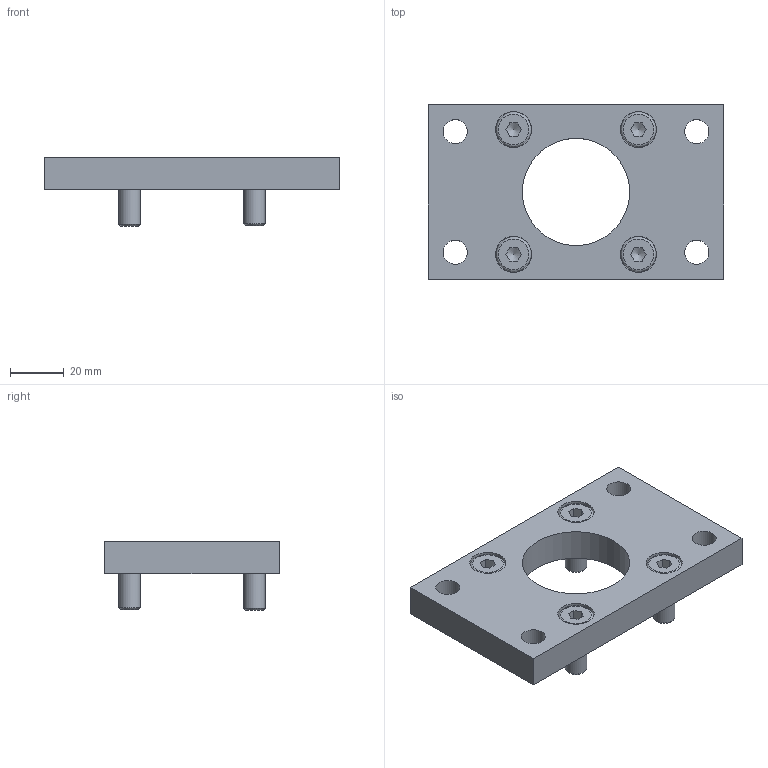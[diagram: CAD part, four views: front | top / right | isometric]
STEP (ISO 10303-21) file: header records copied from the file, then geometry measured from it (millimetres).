
FILE_DESCRIPTION(/* description */ (''),/* implementation_level */ '2;1');
FILE_NAME(/* name */ 'CAD_5489.stp',/* time_stamp */ '2016-06-02T13:44:25+02:00',/* author */ ('Hypex'),/* organization */ ('Hypex'),/* preprocessor_version */ 'ST-DEVELOPER v16.1',/* originating_system */ 'Autodesk Inventor 2016',/* authorisation */ '');
FILE_SCHEMA (('AUTOMOTIVE_DESIGN { 1 0 10303 214 3 1 1 }'));
Length unit declared in the file: millimetre
Products named in the file (1): CAD_5489
Bounding box: 110 x 65 x 25.5 mm (x, y, z)
Volume: 69283.2 mm3; surface area: 23430.7 mm2
Topology: 4 solids, 4 shells, 83 faces, 183 edges, 118 vertices
Faces by surface type: plane 46, cylinder 21, torus 8, cone 8
Full cylindrical faces by diameter (mm): 8 x4, 8.5 x4, 9 x4, 13 x4, 13.5 x4, 40 x1
Entity records: 2137 total; most frequent: CARTESIAN_POINT 380, DIRECTION 336, ORIENTED_EDGE 276, EDGE_LOOP 146, EDGE_CURVE 138, AXIS2_PLACEMENT_3D 138, VERTEX_POINT 110, STYLED_ITEM 87
